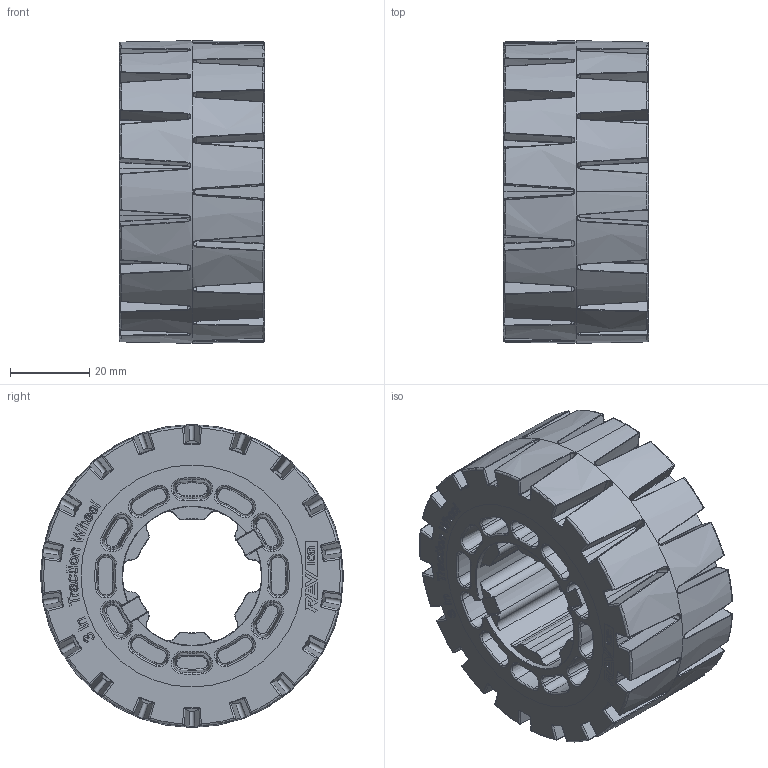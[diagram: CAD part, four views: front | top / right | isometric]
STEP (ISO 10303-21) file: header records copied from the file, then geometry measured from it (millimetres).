
FILE_DESCRIPTION (( 'STEP AP203' ), '1' );
FILE_NAME ('Traction Wheel - 3in - MAXSpline.STEP', '2022-04-05T14:12:12', ( '' ), ( '' ), 'SwSTEP 2.0', 'SolidWorks 2022', '' );
FILE_SCHEMA (( 'CONFIG_CONTROL_DESIGN' ));
Products named in the file (1): Traction Wheel - 3in - MAXSpline
Bounding box: 36.71 x 76.2 x 76.2 mm (x, y, z)
Volume: 113693.6 mm3; surface area: 66554.4 mm2
Topology: 2 solids, 2 shells, 3697 faces, 9318 edges, 5386 vertices
Faces by surface type: bspline 1646, torus 758, plane 610, cone 426, cylinder 234, sphere 23
Entity records: 148598 total; most frequent: CARTESIAN_POINT 71969, ORIENTED_EDGE 18060, DIRECTION 13189, EDGE_CURVE 9030, VERTEX_POINT 5386, AXIS2_PLACEMENT_3D 5290, EDGE_LOOP 3786, FACE_OUTER_BOUND 3697
